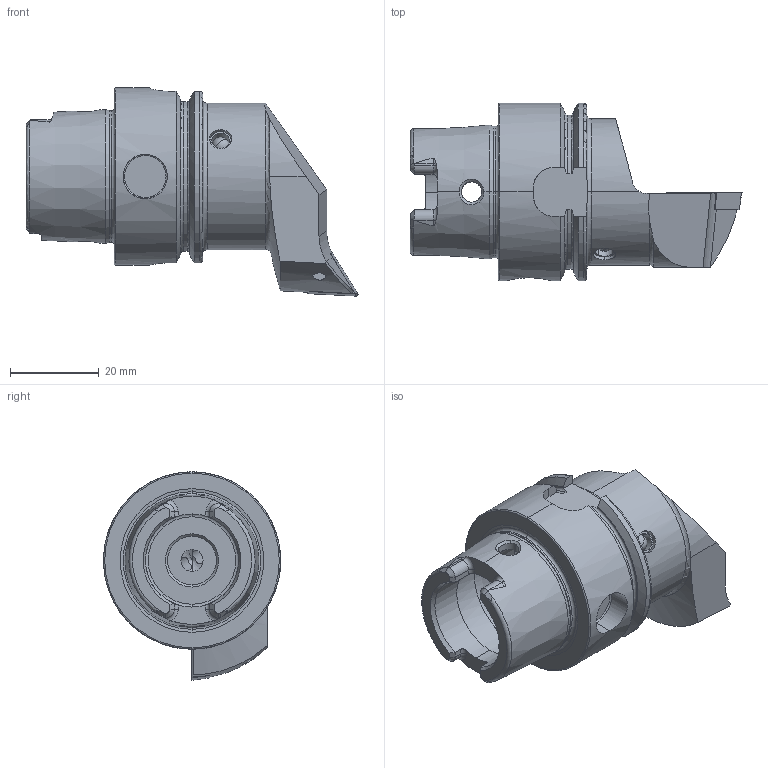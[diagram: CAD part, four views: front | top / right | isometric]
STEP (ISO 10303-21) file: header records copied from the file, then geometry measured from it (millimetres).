
FILE_DESCRIPTION (( 'STEP AP214' ), '1' );
FILE_NAME ('HA4.KDB.RJA.055.STEP', '2017-03-31T06:26:53', ( 'SWIAdmin' ), ( 'Hewlett-Packard Company' ), 'SwSTEP 2.0', 'SolidWorks 2015', '' );
FILE_SCHEMA (( 'AUTOMOTIVE_DESIGN' ));
Length unit declared in the file: millimetre
Products named in the file (5): WCB-ER2.001.009_A; HA4-KDB.RJA.055_B_Fertigbearbeitung; HA4.KDB.RJA.055; KVT_MB_600_050; DCMT11T304
Assembly tree (4 placements, depth 2):
  HA4.KDB.RJA.055
    HA4-KDB.RJA.055_B_Fertigbearbeitung
    WCB-ER2.001.009_A
    DCMT11T304
    KVT_MB_600_050
Bounding box: 74.91 x 40 x 47 mm (x, y, z)
Volume: 39831.4 mm3; surface area: 13616.5 mm2
Topology: 5 solids, 5 shells, 314 faces, 810 edges, 497 vertices
Faces by surface type: cylinder 91, cone 79, plane 79, torus 40, bspline 21, sphere 4
Entity records: 12820 total; most frequent: CARTESIAN_POINT 4185, ORIENTED_EDGE 1590, DIRECTION 1421, EDGE_CURVE 795, AXIS2_PLACEMENT_3D 573, VERTEX_POINT 494, EDGE_LOOP 329, ADVANCED_FACE 314
